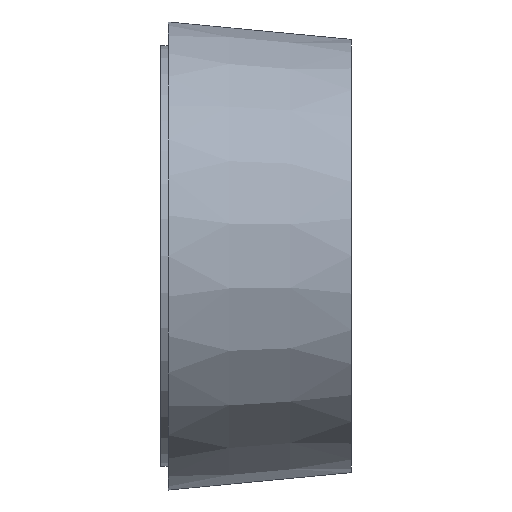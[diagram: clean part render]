
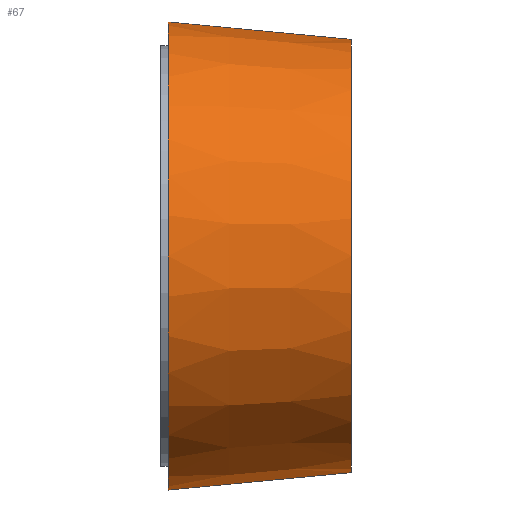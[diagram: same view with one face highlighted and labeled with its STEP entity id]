
A CAD part, left-side view. The second image highlights one B-rep face of the part: STEP entity #67.
In plain terms, the highlighted conical face has half-angle 5.447 degrees and reference radius 57.55 mm.
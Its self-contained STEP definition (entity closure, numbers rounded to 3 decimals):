
#3 = ORIENTED_EDGE ( 'NONE', *, *, #186, .T. ) ;
#4 = AXIS2_PLACEMENT_3D ( 'NONE', #197, #58, #14 ) ;
#8 = CARTESIAN_POINT ( 'NONE',  ( 0., 48.71, 0. ) ) ;
#9 = FACE_OUTER_BOUND ( 'NONE', #167, .T. ) ;
#14 = DIRECTION ( 'NONE',  ( 0., 0., 1. ) ) ;
#19 = VERTEX_POINT ( 'NONE', #92 ) ;
#27 = CARTESIAN_POINT ( 'NONE',  ( 0., 48.71, 62.195 ) ) ;
#30 = DIRECTION ( 'NONE',  ( 0., -1., 0. ) ) ;
#39 = CARTESIAN_POINT ( 'NONE',  ( 0., 0., 0. ) ) ;
#47 = EDGE_CURVE ( 'NONE', #227, #19, #66, .T. ) ;
#58 = DIRECTION ( 'NONE',  ( 0., 1., 0. ) ) ;
#66 = LINE ( 'NONE', #222, #130 ) ;
#67 = ADVANCED_FACE ( 'NONE', ( #9 ), #72, .T. ) ;
#72 = CONICAL_SURFACE ( 'NONE', #4, 57.55, 0.095 ) ;
#74 = DIRECTION ( 'NONE',  ( 0., 0., -1. ) ) ;
#83 = LINE ( 'NONE', #245, #289 ) ;
#92 = CARTESIAN_POINT ( 'NONE',  ( 0., 48.71, -62.195 ) ) ;
#116 = EDGE_CURVE ( 'NONE', #226, #233, #83, .T. ) ;
#123 = DIRECTION ( 'NONE',  ( 0., 0.995, 0.095 ) ) ;
#126 = DIRECTION ( 'NONE',  ( 0., 0., -1. ) ) ;
#130 = VECTOR ( 'NONE', #288, 1000. ) ;
#132 = ORIENTED_EDGE ( 'NONE', *, *, #180, .F. ) ;
#167 = EDGE_LOOP ( 'NONE', ( #198, #132, #214, #3 ) ) ;
#180 = EDGE_CURVE ( 'NONE', #226, #227, #223, .T. ) ;
#186 = EDGE_CURVE ( 'NONE', #233, #19, #246, .T. ) ;
#197 = CARTESIAN_POINT ( 'NONE',  ( 0., 0., 0. ) ) ;
#198 = ORIENTED_EDGE ( 'NONE', *, *, #47, .F. ) ;
#209 = CARTESIAN_POINT ( 'NONE',  ( 0., 0., 57.55 ) ) ;
#214 = ORIENTED_EDGE ( 'NONE', *, *, #116, .T. ) ;
#219 = AXIS2_PLACEMENT_3D ( 'NONE', #39, #266, #126 ) ;
#222 = CARTESIAN_POINT ( 'NONE',  ( 0., 0., -57.55 ) ) ;
#223 = CIRCLE ( 'NONE', #219, 57.55 ) ;
#226 = VERTEX_POINT ( 'NONE', #209 ) ;
#227 = VERTEX_POINT ( 'NONE', #239 ) ;
#228 = AXIS2_PLACEMENT_3D ( 'NONE', #8, #30, #74 ) ;
#233 = VERTEX_POINT ( 'NONE', #27 ) ;
#239 = CARTESIAN_POINT ( 'NONE',  ( 0., 0., -57.55 ) ) ;
#245 = CARTESIAN_POINT ( 'NONE',  ( 0., 0., 57.55 ) ) ;
#246 = CIRCLE ( 'NONE', #228, 62.195 ) ;
#266 = DIRECTION ( 'NONE',  ( 0., -1., 0. ) ) ;
#288 = DIRECTION ( 'NONE',  ( 0., 0.995, -0.095 ) ) ;
#289 = VECTOR ( 'NONE', #123, 1000. ) ;
